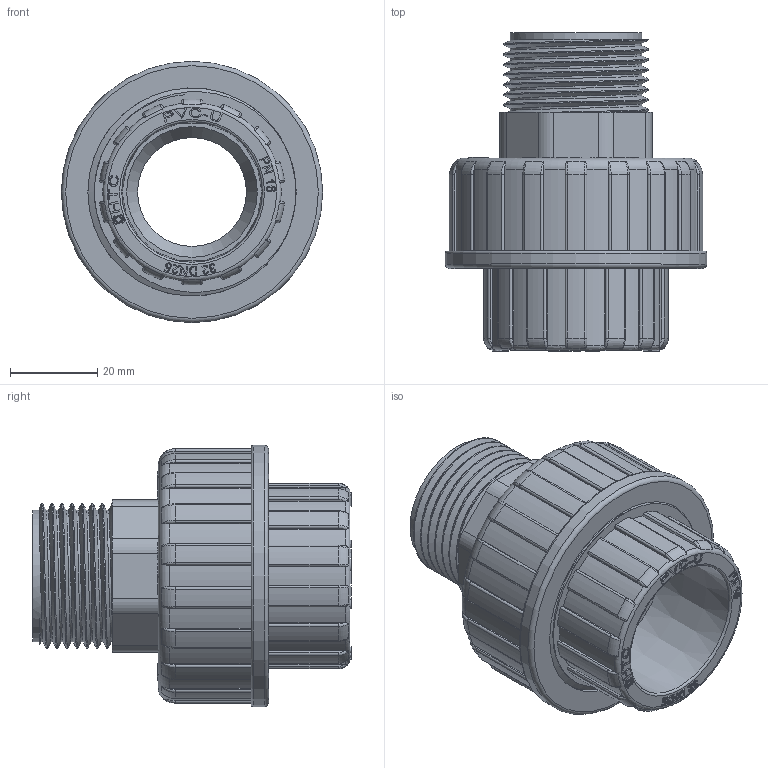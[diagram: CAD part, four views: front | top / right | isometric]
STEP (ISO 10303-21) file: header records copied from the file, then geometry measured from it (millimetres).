
FILE_DESCRIPTION(/* description */ (''),/* implementation_level */ '2;1');
FILE_NAME(/* name */ '32铜制外螺纹.stp',/* time_stamp */ '2025-04-28T10:02:09+08:00',/* author */ (''),/* organization */ (''),/* preprocessor_version */ 'ST-DEVELOPER v16',/* originating_system */ 'SIEMENS PLM Software NX 10.0',/* authorisation */ '');
FILE_SCHEMA (('AUTOMOTIVE_DESIGN { 1 0 10303 214 3 1 1 1 }'));
Length unit declared in the file: millimetre
Products named in the file (1): gelv1FDCC71Dejmq
Bounding box: 60 x 73.05 x 60 mm (x, y, z)
Volume: 43789.8 mm3; surface area: 36144.5 mm2
Topology: 2 solids, 3 shells, 868 faces, 2333 edges, 1533 vertices
Faces by surface type: plane 344, extrusion 229, cylinder 183, bspline 73, torus 37, cone 2
Full cylindrical faces by diameter (mm): 1.269 x1, 1.709 x1, 2.172 x1, 2.903 x1, 25 x1, 25.4 x1, 27.1 x1, 30.291 x8, 31 x1, 38 x1, 40.8 x1, 41.1 x1, 44.1 x1, 44.845 x6, 47.803 x7, 60 x1
Entity records: 36756 total; most frequent: CARTESIAN_POINT 17825, ORIENTED_EDGE 4478, DIRECTION 2807, EDGE_CURVE 2239, VERTEX_POINT 1483, B_SPLINE_CURVE_WITH_KNOTS 1354, VECTOR 973, EDGE_LOOP 940
